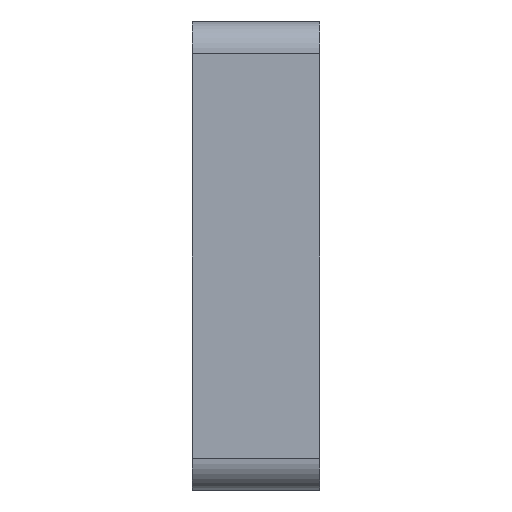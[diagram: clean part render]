
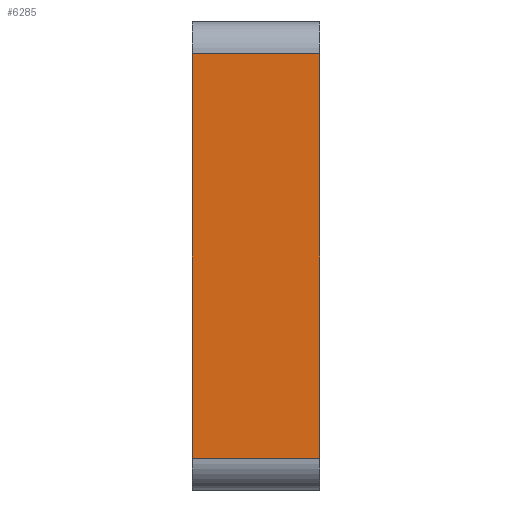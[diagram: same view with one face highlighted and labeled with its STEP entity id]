
A CAD part, left-side view. The second image highlights one B-rep face of the part: STEP entity #6285.
In plain terms, the highlighted planar face has unit normal (-1, 0, 0).
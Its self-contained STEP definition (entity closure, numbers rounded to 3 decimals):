
#147 = DIRECTION ( 'NONE',  ( 0., 0., 1. ) ) ;
#777 = VERTEX_POINT ( 'NONE', #8809 ) ;
#1711 = VECTOR ( 'NONE', #9169, 1000. ) ;
#1998 = CARTESIAN_POINT ( 'NONE',  ( 6.75, 6., -1.5 ) ) ;
#2049 = CARTESIAN_POINT ( 'NONE',  ( 6.75, 6., -20.5 ) ) ;
#2221 = DIRECTION ( 'NONE',  ( 0., 1., 0. ) ) ;
#3025 = VECTOR ( 'NONE', #2221, 1000. ) ;
#3138 = DIRECTION ( 'NONE',  ( 0., -1., 0. ) ) ;
#3576 = ORIENTED_EDGE ( 'NONE', *, *, #5121, .F. ) ;
#3629 = PLANE ( 'NONE',  #13450 ) ;
#4133 = CARTESIAN_POINT ( 'NONE',  ( 6.75, 6., -1.5 ) ) ;
#4189 = EDGE_CURVE ( 'NONE', #7505, #12702, #12195, .T. ) ;
#5121 = EDGE_CURVE ( 'NONE', #7505, #777, #10258, .T. ) ;
#5980 = DIRECTION ( 'NONE',  ( 0., 0., -1. ) ) ;
#6285 = ADVANCED_FACE ( 'NONE', ( #13473 ), #3629, .T. ) ;
#6560 = EDGE_LOOP ( 'NONE', ( #3576, #11323, #9890, #14320 ) ) ;
#7505 = VERTEX_POINT ( 'NONE', #11814 ) ;
#8070 = DIRECTION ( 'NONE',  ( -1., 0., 0. ) ) ;
#8288 = VECTOR ( 'NONE', #5980, 1000. ) ;
#8369 = LINE ( 'NONE', #11731, #8288 ) ;
#8809 = CARTESIAN_POINT ( 'NONE',  ( 6.75, 0., -20.5 ) ) ;
#9169 = DIRECTION ( 'NONE',  ( 0., 0., -1. ) ) ;
#9313 = CARTESIAN_POINT ( 'NONE',  ( 6.75, 0., 0. ) ) ;
#9890 = ORIENTED_EDGE ( 'NONE', *, *, #12170, .T. ) ;
#10258 = LINE ( 'NONE', #9313, #1711 ) ;
#10421 = CARTESIAN_POINT ( 'NONE',  ( 6.75, 6., -20.5 ) ) ;
#11278 = CARTESIAN_POINT ( 'NONE',  ( 6.75, 6., 0. ) ) ;
#11312 = VECTOR ( 'NONE', #3138, 1000. ) ;
#11323 = ORIENTED_EDGE ( 'NONE', *, *, #4189, .T. ) ;
#11348 = EDGE_CURVE ( 'NONE', #12157, #777, #12168, .T. ) ;
#11731 = CARTESIAN_POINT ( 'NONE',  ( 6.75, 6., 0. ) ) ;
#11814 = CARTESIAN_POINT ( 'NONE',  ( 6.75, 0., -1.5 ) ) ;
#12157 = VERTEX_POINT ( 'NONE', #10421 ) ;
#12168 = LINE ( 'NONE', #2049, #11312 ) ;
#12170 = EDGE_CURVE ( 'NONE', #12702, #12157, #8369, .T. ) ;
#12195 = LINE ( 'NONE', #1998, #3025 ) ;
#12702 = VERTEX_POINT ( 'NONE', #4133 ) ;
#13450 = AXIS2_PLACEMENT_3D ( 'NONE', #11278, #8070, #147 ) ;
#13473 = FACE_OUTER_BOUND ( 'NONE', #6560, .T. ) ;
#14320 = ORIENTED_EDGE ( 'NONE', *, *, #11348, .T. ) ;
